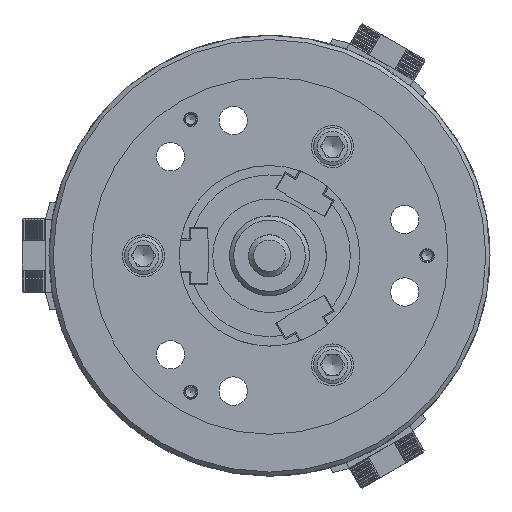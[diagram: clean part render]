
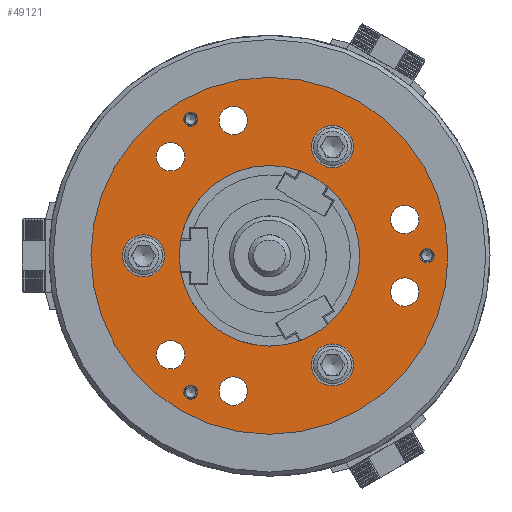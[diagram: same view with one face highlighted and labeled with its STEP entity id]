
A CAD part, left-side view. The second image highlights one B-rep face of the part: STEP entity #49121.
In plain terms, the highlighted planar face has unit normal (-1, 0, 0).
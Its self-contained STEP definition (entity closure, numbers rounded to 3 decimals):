
#692=CIRCLE('',#52172,6.75);
#704=CIRCLE('',#52196,3.4);
#711=CIRCLE('',#52209,6.75);
#725=CIRCLE('',#52235,6.75);
#737=CIRCLE('',#52259,3.4);
#744=CIRCLE('',#52271,10.);
#751=CIRCLE('',#52284,6.75);
#772=CIRCLE('',#52323,10.);
#774=CIRCLE('',#52326,6.75);
#788=CIRCLE('',#52354,3.4);
#795=CIRCLE('',#52366,10.);
#802=CIRCLE('',#52379,6.75);
#812=CIRCLE('',#52398,85.);
#813=CIRCLE('',#52399,43.);
#14389=ORIENTED_EDGE('',*,*,#21297,.F.);
#14390=ORIENTED_EDGE('',*,*,#21311,.F.);
#14391=ORIENTED_EDGE('',*,*,#21269,.T.);
#14392=ORIENTED_EDGE('',*,*,#21131,.T.);
#14393=ORIENTED_EDGE('',*,*,#21164,.F.);
#14394=ORIENTED_EDGE('',*,*,#21157,.F.);
#14395=ORIENTED_EDGE('',*,*,#21192,.F.);
#14396=ORIENTED_EDGE('',*,*,#21232,.T.);
#14397=ORIENTED_EDGE('',*,*,#21218,.T.);
#14398=ORIENTED_EDGE('',*,*,#21335,.F.);
#14399=ORIENTED_EDGE('',*,*,#21225,.T.);
#14400=ORIENTED_EDGE('',*,*,#21267,.T.);
#14401=ORIENTED_EDGE('',*,*,#21336,.T.);
#14402=ORIENTED_EDGE('',*,*,#21304,.F.);
#21131=EDGE_CURVE('',#25820,#25820,#692,.T.);
#21157=EDGE_CURVE('',#25843,#25843,#704,.T.);
#21164=EDGE_CURVE('',#25851,#25851,#711,.T.);
#21192=EDGE_CURVE('',#25870,#25870,#725,.T.);
#21218=EDGE_CURVE('',#25893,#25893,#737,.T.);
#21225=EDGE_CURVE('',#25900,#25900,#744,.T.);
#21232=EDGE_CURVE('',#25908,#25908,#751,.T.);
#21267=EDGE_CURVE('',#25932,#25932,#772,.T.);
#21269=EDGE_CURVE('',#25934,#25934,#774,.T.);
#21297=EDGE_CURVE('',#25957,#25957,#788,.T.);
#21304=EDGE_CURVE('',#25964,#25964,#795,.T.);
#21311=EDGE_CURVE('',#25972,#25972,#802,.T.);
#21335=EDGE_CURVE('',#25990,#25990,#812,.T.);
#21336=EDGE_CURVE('',#25991,#25991,#813,.T.);
#25820=VERTEX_POINT('',#79332);
#25843=VERTEX_POINT('',#79393);
#25851=VERTEX_POINT('',#79414);
#25870=VERTEX_POINT('',#79473);
#25893=VERTEX_POINT('',#79534);
#25900=VERTEX_POINT('',#79553);
#25908=VERTEX_POINT('',#79574);
#25932=VERTEX_POINT('',#79651);
#25934=VERTEX_POINT('',#79656);
#25957=VERTEX_POINT('',#79721);
#25964=VERTEX_POINT('',#79740);
#25972=VERTEX_POINT('',#79761);
#25990=VERTEX_POINT('',#79812);
#25991=VERTEX_POINT('',#79814);
#41434=EDGE_LOOP('',(#14389));
#41435=EDGE_LOOP('',(#14390));
#41436=EDGE_LOOP('',(#14391));
#41437=EDGE_LOOP('',(#14392));
#41438=EDGE_LOOP('',(#14393));
#41439=EDGE_LOOP('',(#14394));
#41440=EDGE_LOOP('',(#14395));
#41441=EDGE_LOOP('',(#14396));
#41442=EDGE_LOOP('',(#14397));
#41443=EDGE_LOOP('',(#14398));
#41444=EDGE_LOOP('',(#14399));
#41445=EDGE_LOOP('',(#14400));
#41446=EDGE_LOOP('',(#14401));
#41447=EDGE_LOOP('',(#14402));
#44301=FACE_BOUND('',#41434,.T.);
#44302=FACE_BOUND('',#41435,.T.);
#44303=FACE_BOUND('',#41436,.T.);
#44304=FACE_BOUND('',#41437,.T.);
#44305=FACE_BOUND('',#41438,.T.);
#44306=FACE_BOUND('',#41439,.T.);
#44307=FACE_BOUND('',#41440,.T.);
#44308=FACE_BOUND('',#41441,.T.);
#44309=FACE_BOUND('',#41442,.T.);
#44310=FACE_BOUND('',#41443,.T.);
#44311=FACE_BOUND('',#41444,.T.);
#44312=FACE_BOUND('',#41445,.T.);
#44313=FACE_BOUND('',#41446,.T.);
#44314=FACE_BOUND('',#41447,.T.);
#46603=PLANE('',#52397);
#49121=ADVANCED_FACE('',(#44301,#44302,#44303,#44304,#44305,#44306,#44307,
#44308,#44309,#44310,#44311,#44312,#44313,#44314),#46603,.T.);
#52172=AXIS2_PLACEMENT_3D('',#79331,#64226,#64227);
#52196=AXIS2_PLACEMENT_3D('',#79392,#64288,#64289);
#52209=AXIS2_PLACEMENT_3D('',#79413,#64314,#64315);
#52235=AXIS2_PLACEMENT_3D('',#79472,#64380,#64381);
#52259=AXIS2_PLACEMENT_3D('',#79533,#64442,#64443);
#52271=AXIS2_PLACEMENT_3D('',#79552,#64466,#64467);
#52284=AXIS2_PLACEMENT_3D('',#79573,#64492,#64493);
#52323=AXIS2_PLACEMENT_3D('',#79650,#64584,#64585);
#52326=AXIS2_PLACEMENT_3D('',#79655,#64590,#64591);
#52354=AXIS2_PLACEMENT_3D('',#79720,#64660,#64661);
#52366=AXIS2_PLACEMENT_3D('',#79739,#64684,#64685);
#52379=AXIS2_PLACEMENT_3D('',#79760,#64710,#64711);
#52397=AXIS2_PLACEMENT_3D('',#79810,#64760,#64761);
#52398=AXIS2_PLACEMENT_3D('',#79811,#64762,#64763);
#52399=AXIS2_PLACEMENT_3D('',#79813,#64764,#64765);
#64226=DIRECTION('',(1.,0.,0.));
#64227=DIRECTION('',(0.,0.,-1.));
#64288=DIRECTION('',(-1.,0.,0.));
#64289=DIRECTION('',(0.,-0.866,-0.5));
#64314=DIRECTION('',(-1.,0.,0.));
#64315=DIRECTION('',(0.,-0.866,-0.5));
#64380=DIRECTION('',(-1.,0.,0.));
#64381=DIRECTION('',(0.,0.866,-0.5));
#64442=DIRECTION('',(1.,0.,0.));
#64443=DIRECTION('',(0.,0.866,0.5));
#64466=DIRECTION('',(1.,0.,0.));
#64467=DIRECTION('',(0.,0.866,0.5));
#64492=DIRECTION('',(1.,0.,0.));
#64493=DIRECTION('',(0.,0.866,0.5));
#64584=DIRECTION('',(1.,0.,0.));
#64585=DIRECTION('',(0.,-0.866,0.5));
#64590=DIRECTION('',(1.,0.,0.));
#64591=DIRECTION('',(0.,-0.866,0.5));
#64660=DIRECTION('',(-1.,0.,0.));
#64661=DIRECTION('',(0.,0.,1.));
#64684=DIRECTION('',(-1.,0.,0.));
#64685=DIRECTION('',(0.,0.,1.));
#64710=DIRECTION('',(-1.,0.,0.));
#64711=DIRECTION('',(0.,0.,1.));
#64760=DIRECTION('',(-1.,0.,0.));
#64761=DIRECTION('',(0.,0.,1.));
#64762=DIRECTION('',(1.,0.,0.));
#64763=DIRECTION('',(0.,0.,-1.));
#64764=DIRECTION('',(1.,0.,0.));
#64765=DIRECTION('',(0.,0.,-1.));
#79331=CARTESIAN_POINT('',(-80.,47.146,47.146));
#79332=CARTESIAN_POINT('',(-80.,47.146,40.396));
#79392=CARTESIAN_POINT('',(-80.,37.5,64.952));
#79393=CARTESIAN_POINT('',(-80.,34.556,63.252));
#79413=CARTESIAN_POINT('',(-80.,17.257,64.403));
#79414=CARTESIAN_POINT('',(-80.,11.411,61.028));
#79472=CARTESIAN_POINT('',(-80.,-64.403,-17.257));
#79473=CARTESIAN_POINT('',(-80.,-58.557,-20.632));
#79533=CARTESIAN_POINT('',(-80.,-75.,0.));
#79534=CARTESIAN_POINT('',(-80.,-72.056,1.7));
#79552=CARTESIAN_POINT('',(-80.,-30.,51.962));
#79553=CARTESIAN_POINT('',(-80.,-21.34,56.962));
#79573=CARTESIAN_POINT('',(-80.,-64.403,17.257));
#79574=CARTESIAN_POINT('',(-80.,-58.557,20.632));
#79650=CARTESIAN_POINT('',(-80.,-30.,-51.962));
#79651=CARTESIAN_POINT('',(-80.,-38.66,-46.962));
#79655=CARTESIAN_POINT('',(-80.,17.257,-64.403));
#79656=CARTESIAN_POINT('',(-80.,11.411,-61.028));
#79720=CARTESIAN_POINT('',(-80.,37.5,-64.952));
#79721=CARTESIAN_POINT('',(-80.,37.5,-61.552));
#79739=CARTESIAN_POINT('',(-80.,60.,0.));
#79740=CARTESIAN_POINT('',(-80.,60.,10.));
#79760=CARTESIAN_POINT('',(-80.,47.146,-47.146));
#79761=CARTESIAN_POINT('',(-80.,47.146,-40.396));
#79810=CARTESIAN_POINT('',(-80.,42.5,-73.612));
#79811=CARTESIAN_POINT('',(-80.,0.,0.));
#79812=CARTESIAN_POINT('',(-80.,0.,-85.));
#79813=CARTESIAN_POINT('',(-80.,0.,0.));
#79814=CARTESIAN_POINT('',(-80.,0.,-43.));
